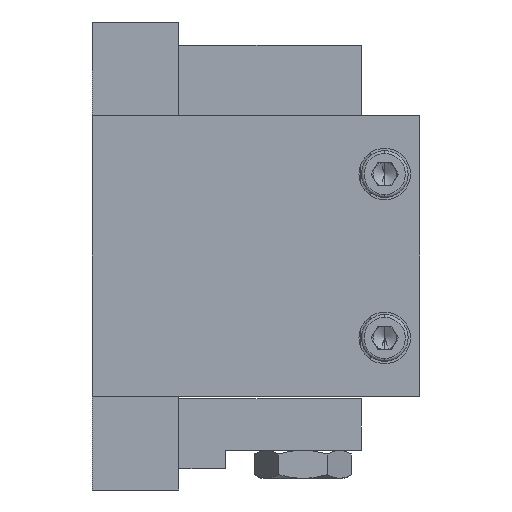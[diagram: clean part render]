
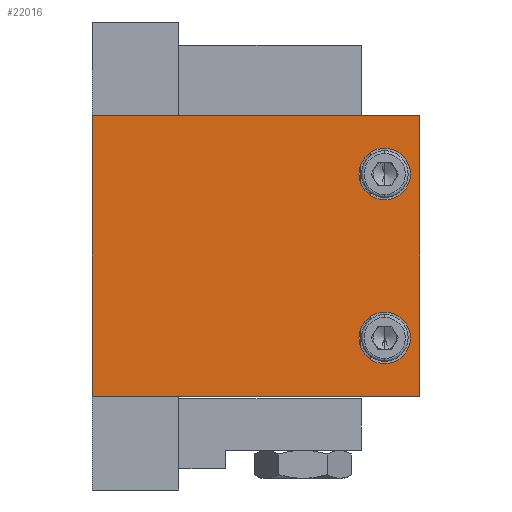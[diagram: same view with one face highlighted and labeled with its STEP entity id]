
A CAD part, left-side view. The second image highlights one B-rep face of the part: STEP entity #22016.
In plain terms, the highlighted planar face has unit normal (-1, 0, 0).
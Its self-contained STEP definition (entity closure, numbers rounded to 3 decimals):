
#411 = CARTESIAN_POINT ( 'NONE',  ( -40., 32., 30. ) ) ;
#685 = CIRCLE ( 'NONE', #35109, 5.5 ) ;
#826 = DIRECTION ( 'NONE',  ( 0., 0., 1. ) ) ;
#1634 = VECTOR ( 'NONE', #40283, 1000. ) ;
#2678 = EDGE_CURVE ( 'NONE', #38386, #15686, #16343, .T. ) ;
#2724 = FACE_OUTER_BOUND ( 'NONE', #36902, .T. ) ;
#2876 = DIRECTION ( 'NONE',  ( 0., 0., -1. ) ) ;
#2877 = CARTESIAN_POINT ( 'NONE',  ( -40., 32., -30. ) ) ;
#3787 = LINE ( 'NONE', #17428, #43068 ) ;
#4335 = ORIENTED_EDGE ( 'NONE', *, *, #39920, .F. ) ;
#4544 = EDGE_CURVE ( 'NONE', #26180, #36241, #13354, .T. ) ;
#4873 = ORIENTED_EDGE ( 'NONE', *, *, #2678, .T. ) ;
#5233 = ORIENTED_EDGE ( 'NONE', *, *, #4544, .F. ) ;
#6104 = EDGE_LOOP ( 'NONE', ( #5233, #18609 ) ) ;
#6277 = VERTEX_POINT ( 'NONE', #23829 ) ;
#6338 = VERTEX_POINT ( 'NONE', #30339 ) ;
#6815 = AXIS2_PLACEMENT_3D ( 'NONE', #11637, #32060, #25307 ) ;
#7062 = ORIENTED_EDGE ( 'NONE', *, *, #13731, .F. ) ;
#8180 = EDGE_CURVE ( 'NONE', #6338, #6277, #15552, .T. ) ;
#8340 = AXIS2_PLACEMENT_3D ( 'NONE', #35603, #35155, #18050 ) ;
#8891 = CARTESIAN_POINT ( 'NONE',  ( -40., -30.5, -12. ) ) ;
#10889 = CARTESIAN_POINT ( 'NONE',  ( -40., -38., -30. ) ) ;
#11637 = CARTESIAN_POINT ( 'NONE',  ( -40., -30.5, 17.5 ) ) ;
#13354 = CIRCLE ( 'NONE', #22682, 5.5 ) ;
#13417 = DIRECTION ( 'NONE',  ( -1., 0., 0. ) ) ;
#13731 = EDGE_CURVE ( 'NONE', #30873, #37377, #15493, .T. ) ;
#13794 = ORIENTED_EDGE ( 'NONE', *, *, #37680, .F. ) ;
#14085 = DIRECTION ( 'NONE',  ( 0., 0., -1. ) ) ;
#15493 = CIRCLE ( 'NONE', #8340, 5.5 ) ;
#15552 = LINE ( 'NONE', #29897, #1634 ) ;
#15686 = VERTEX_POINT ( 'NONE', #10889 ) ;
#16343 = LINE ( 'NONE', #16787, #23982 ) ;
#16593 = DIRECTION ( 'NONE',  ( 0., 0., -1. ) ) ;
#16787 = CARTESIAN_POINT ( 'NONE',  ( -40., 32., -30. ) ) ;
#17428 = CARTESIAN_POINT ( 'NONE',  ( -40., -38., 30. ) ) ;
#18050 = DIRECTION ( 'NONE',  ( 0., 0., 1. ) ) ;
#18609 = ORIENTED_EDGE ( 'NONE', *, *, #44111, .F. ) ;
#19755 = FACE_BOUND ( 'NONE', #43865, .T. ) ;
#20200 = CARTESIAN_POINT ( 'NONE',  ( -40., 32., 30. ) ) ;
#22016 = ADVANCED_FACE ( 'NONE', ( #33705, #19755, #2724 ), #22921, .F. ) ;
#22682 = AXIS2_PLACEMENT_3D ( 'NONE', #29788, #13417, #41293 ) ;
#22921 = PLANE ( 'NONE',  #41809 ) ;
#23829 = CARTESIAN_POINT ( 'NONE',  ( -40., -38., 30. ) ) ;
#23982 = VECTOR ( 'NONE', #43800, 1000. ) ;
#24129 = EDGE_CURVE ( 'NONE', #6338, #38386, #34290, .T. ) ;
#25307 = DIRECTION ( 'NONE',  ( 0., 0., 1. ) ) ;
#25474 = CIRCLE ( 'NONE', #6815, 5.5 ) ;
#26180 = VERTEX_POINT ( 'NONE', #30153 ) ;
#29358 = VECTOR ( 'NONE', #2876, 1000. ) ;
#29788 = CARTESIAN_POINT ( 'NONE',  ( -40., -30.5, 17.5 ) ) ;
#29822 = CARTESIAN_POINT ( 'NONE',  ( -40., -30.5, 12. ) ) ;
#29897 = CARTESIAN_POINT ( 'NONE',  ( -40., 32., 30. ) ) ;
#30153 = CARTESIAN_POINT ( 'NONE',  ( -40., -30.5, 23. ) ) ;
#30339 = CARTESIAN_POINT ( 'NONE',  ( -40., 32., 30. ) ) ;
#30873 = VERTEX_POINT ( 'NONE', #8891 ) ;
#30881 = CARTESIAN_POINT ( 'NONE',  ( -40., -30.5, -17.5 ) ) ;
#32060 = DIRECTION ( 'NONE',  ( -1., 0., 0. ) ) ;
#33705 = FACE_BOUND ( 'NONE', #6104, .T. ) ;
#34290 = LINE ( 'NONE', #411, #29358 ) ;
#35109 = AXIS2_PLACEMENT_3D ( 'NONE', #30881, #42174, #826 ) ;
#35155 = DIRECTION ( 'NONE',  ( -1., 0., 0. ) ) ;
#35603 = CARTESIAN_POINT ( 'NONE',  ( -40., -30.5, -17.5 ) ) ;
#36241 = VERTEX_POINT ( 'NONE', #29822 ) ;
#36628 = DIRECTION ( 'NONE',  ( 1., 0., 0. ) ) ;
#36902 = EDGE_LOOP ( 'NONE', ( #4873, #4335, #42615, #41489 ) ) ;
#37377 = VERTEX_POINT ( 'NONE', #43301 ) ;
#37680 = EDGE_CURVE ( 'NONE', #37377, #30873, #685, .T. ) ;
#38386 = VERTEX_POINT ( 'NONE', #2877 ) ;
#39920 = EDGE_CURVE ( 'NONE', #6277, #15686, #3787, .T. ) ;
#40283 = DIRECTION ( 'NONE',  ( 0., -1., 0. ) ) ;
#41293 = DIRECTION ( 'NONE',  ( 0., 0., 1. ) ) ;
#41489 = ORIENTED_EDGE ( 'NONE', *, *, #24129, .T. ) ;
#41809 = AXIS2_PLACEMENT_3D ( 'NONE', #20200, #36628, #16593 ) ;
#42174 = DIRECTION ( 'NONE',  ( -1., 0., 0. ) ) ;
#42615 = ORIENTED_EDGE ( 'NONE', *, *, #8180, .F. ) ;
#43068 = VECTOR ( 'NONE', #14085, 1000. ) ;
#43301 = CARTESIAN_POINT ( 'NONE',  ( -40., -30.5, -23. ) ) ;
#43800 = DIRECTION ( 'NONE',  ( 0., -1., 0. ) ) ;
#43865 = EDGE_LOOP ( 'NONE', ( #7062, #13794 ) ) ;
#44111 = EDGE_CURVE ( 'NONE', #36241, #26180, #25474, .T. ) ;
